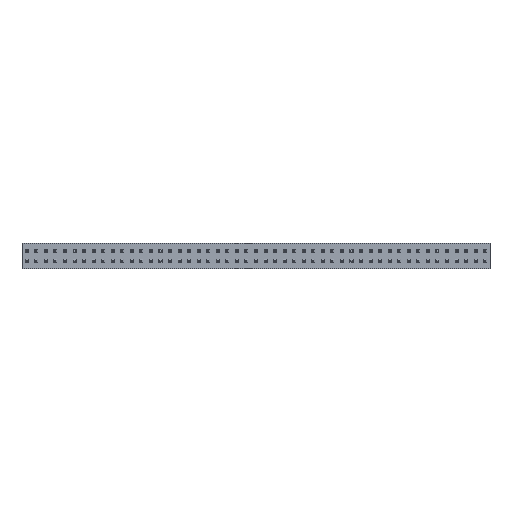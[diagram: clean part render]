
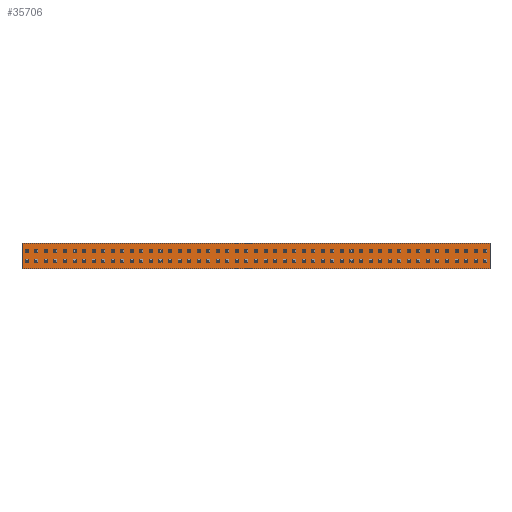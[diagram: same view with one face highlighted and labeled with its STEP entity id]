
A CAD part, top view. The second image highlights one B-rep face of the part: STEP entity #35706.
In plain terms, the highlighted face is planar.
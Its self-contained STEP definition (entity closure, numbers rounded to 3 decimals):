
#35574 = EDGE_CURVE('',#35575,#35577,#35579,.T.);
#35575 = VERTEX_POINT('',#35576);
#35576 = CARTESIAN_POINT('',(-31.115,1.778,-1.715));
#35577 = VERTEX_POINT('',#35578);
#35578 = CARTESIAN_POINT('',(-31.115,1.778,1.715));
#35579 = LINE('',#35580,#35581);
#35580 = CARTESIAN_POINT('',(-31.115,1.778,-1.715));
#35581 = VECTOR('',#35582,1.);
#35582 = DIRECTION('',(0.,0.,1.));
#35614 = EDGE_CURVE('',#35577,#35615,#35617,.T.);
#35615 = VERTEX_POINT('',#35616);
#35616 = CARTESIAN_POINT('',(31.115,1.778,1.715));
#35617 = LINE('',#35618,#35619);
#35618 = CARTESIAN_POINT('',(-31.115,1.778,1.715));
#35619 = VECTOR('',#35620,1.);
#35620 = DIRECTION('',(1.,0.,0.));
#35645 = EDGE_CURVE('',#35615,#35646,#35648,.T.);
#35646 = VERTEX_POINT('',#35647);
#35647 = CARTESIAN_POINT('',(31.115,1.778,-1.715));
#35648 = LINE('',#35649,#35650);
#35649 = CARTESIAN_POINT('',(31.115,1.778,1.715));
#35650 = VECTOR('',#35651,1.);
#35651 = DIRECTION('',(0.,0.,-1.));
#35676 = EDGE_CURVE('',#35646,#35575,#35677,.T.);
#35677 = LINE('',#35678,#35679);
#35678 = CARTESIAN_POINT('',(31.115,1.778,-1.715));
#35679 = VECTOR('',#35680,1.);
#35680 = DIRECTION('',(-1.,0.,0.));
#35706 = ADVANCED_FACE('',(#35707),#35713,.T.);
#35707 = FACE_BOUND('',#35708,.T.);
#35708 = EDGE_LOOP('',(#35709,#35710,#35711,#35712));
#35709 = ORIENTED_EDGE('',*,*,#35574,.T.);
#35710 = ORIENTED_EDGE('',*,*,#35614,.T.);
#35711 = ORIENTED_EDGE('',*,*,#35645,.T.);
#35712 = ORIENTED_EDGE('',*,*,#35676,.T.);
#35713 = PLANE('',#35714);
#35714 = AXIS2_PLACEMENT_3D('',#35715,#35716,#35717);
#35715 = CARTESIAN_POINT('',(0.,1.778,0.));
#35716 = DIRECTION('',(0.,1.,0.));
#35717 = DIRECTION('',(0.,-0.,1.));
